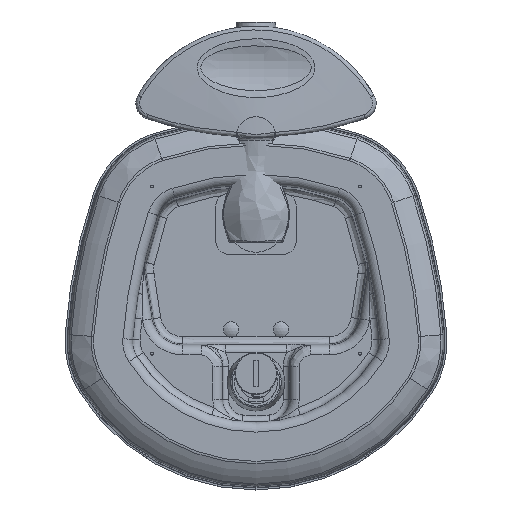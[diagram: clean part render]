
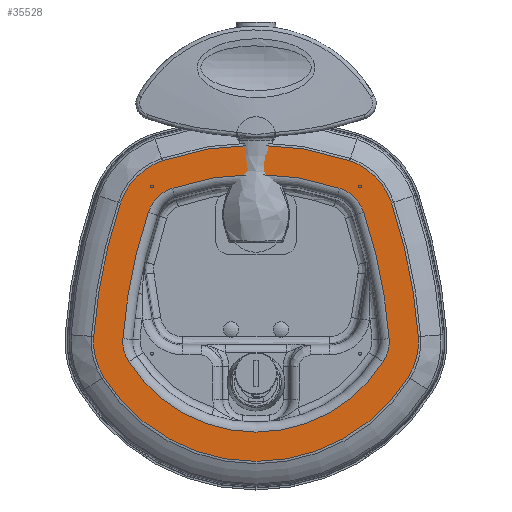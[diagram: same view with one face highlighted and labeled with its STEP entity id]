
A CAD part, top view. The second image highlights one B-rep face of the part: STEP entity #35528.
In plain terms, the highlighted planar face has unit normal (0, 0, 1).
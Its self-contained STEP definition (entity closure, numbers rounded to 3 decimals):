
#1982=FACE_BOUND('',#6231,.T.);
#2254=PLANE('',#38511);
#4029=FACE_OUTER_BOUND('',#6230,.T.);
#6230=EDGE_LOOP('',(#24797,#24798,#24799,#24800,#24801,#24802,#24803,#24804));
#6231=EDGE_LOOP('',(#24805,#24806,#24807,#24808,#24809,#24810,#24811,#24812));
#8746=CIRCLE('',#38486,2.765);
#8748=CIRCLE('',#38489,1.038);
#8750=CIRCLE('',#38492,8.45);
#8752=CIRCLE('',#38495,1.038);
#8754=CIRCLE('',#38498,4.413);
#8756=CIRCLE('',#38501,1.038);
#8758=CIRCLE('',#38504,8.45);
#8760=CIRCLE('',#38507,1.038);
#8763=CIRCLE('',#38512,7.999);
#8764=CIRCLE('',#38513,0.587);
#8765=CIRCLE('',#38514,2.314);
#8766=CIRCLE('',#38515,0.587);
#8767=CIRCLE('',#38516,7.999);
#8768=CIRCLE('',#38517,0.587);
#8769=CIRCLE('',#38518,3.962);
#8770=CIRCLE('',#38519,0.587);
#15697=VERTEX_POINT('',#52017);
#15699=VERTEX_POINT('',#52021);
#15700=VERTEX_POINT('',#52025);
#15701=VERTEX_POINT('',#52029);
#15702=VERTEX_POINT('',#52033);
#15703=VERTEX_POINT('',#52037);
#15704=VERTEX_POINT('',#52041);
#15706=VERTEX_POINT('',#52046);
#15707=VERTEX_POINT('',#52056);
#15708=VERTEX_POINT('',#52057);
#15709=VERTEX_POINT('',#52059);
#15710=VERTEX_POINT('',#52061);
#15711=VERTEX_POINT('',#52063);
#15712=VERTEX_POINT('',#52065);
#15713=VERTEX_POINT('',#52067);
#15714=VERTEX_POINT('',#52069);
#19210=EDGE_CURVE('',#15699,#15697,#8746,.T.);
#19212=EDGE_CURVE('',#15700,#15699,#8748,.T.);
#19214=EDGE_CURVE('',#15701,#15700,#8750,.T.);
#19216=EDGE_CURVE('',#15702,#15701,#8752,.T.);
#19218=EDGE_CURVE('',#15703,#15702,#8754,.T.);
#19220=EDGE_CURVE('',#15704,#15703,#8756,.T.);
#19222=EDGE_CURVE('',#15706,#15704,#8758,.T.);
#19224=EDGE_CURVE('',#15697,#15706,#8760,.T.);
#19227=EDGE_CURVE('',#15707,#15708,#8763,.T.);
#19228=EDGE_CURVE('',#15709,#15707,#8764,.T.);
#19229=EDGE_CURVE('',#15710,#15709,#8765,.T.);
#19230=EDGE_CURVE('',#15711,#15710,#8766,.T.);
#19231=EDGE_CURVE('',#15712,#15711,#8767,.T.);
#19232=EDGE_CURVE('',#15713,#15712,#8768,.T.);
#19233=EDGE_CURVE('',#15714,#15713,#8769,.T.);
#19234=EDGE_CURVE('',#15708,#15714,#8770,.T.);
#24797=ORIENTED_EDGE('',*,*,#19210,.F.);
#24798=ORIENTED_EDGE('',*,*,#19212,.F.);
#24799=ORIENTED_EDGE('',*,*,#19214,.F.);
#24800=ORIENTED_EDGE('',*,*,#19216,.F.);
#24801=ORIENTED_EDGE('',*,*,#19218,.F.);
#24802=ORIENTED_EDGE('',*,*,#19220,.F.);
#24803=ORIENTED_EDGE('',*,*,#19222,.F.);
#24804=ORIENTED_EDGE('',*,*,#19224,.F.);
#24805=ORIENTED_EDGE('',*,*,#19227,.F.);
#24806=ORIENTED_EDGE('',*,*,#19228,.F.);
#24807=ORIENTED_EDGE('',*,*,#19229,.F.);
#24808=ORIENTED_EDGE('',*,*,#19230,.F.);
#24809=ORIENTED_EDGE('',*,*,#19231,.F.);
#24810=ORIENTED_EDGE('',*,*,#19232,.F.);
#24811=ORIENTED_EDGE('',*,*,#19233,.F.);
#24812=ORIENTED_EDGE('',*,*,#19234,.F.);
#35528=ADVANCED_FACE('',(#4029,#1982),#2254,.T.);
#38486=AXIS2_PLACEMENT_3D('',#52023,#42281,#42282);
#38489=AXIS2_PLACEMENT_3D('',#52027,#42287,#42288);
#38492=AXIS2_PLACEMENT_3D('',#52031,#42293,#42294);
#38495=AXIS2_PLACEMENT_3D('',#52035,#42299,#42300);
#38498=AXIS2_PLACEMENT_3D('',#52039,#42305,#42306);
#38501=AXIS2_PLACEMENT_3D('',#52043,#42311,#42312);
#38504=AXIS2_PLACEMENT_3D('',#52048,#42317,#42318);
#38507=AXIS2_PLACEMENT_3D('',#52051,#42323,#42324);
#38511=AXIS2_PLACEMENT_3D('',#52055,#42331,#42332);
#38512=AXIS2_PLACEMENT_3D('',#52058,#42333,#42334);
#38513=AXIS2_PLACEMENT_3D('',#52060,#42335,#42336);
#38514=AXIS2_PLACEMENT_3D('',#52062,#42337,#42338);
#38515=AXIS2_PLACEMENT_3D('',#52064,#42339,#42340);
#38516=AXIS2_PLACEMENT_3D('',#52066,#42341,#42342);
#38517=AXIS2_PLACEMENT_3D('',#52068,#42343,#42344);
#38518=AXIS2_PLACEMENT_3D('',#52070,#42345,#42346);
#38519=AXIS2_PLACEMENT_3D('',#52071,#42347,#42348);
#42281=DIRECTION('center_axis',(0.,0.,-1.));
#42282=DIRECTION('ref_axis',(0.,-1.,0.));
#42287=DIRECTION('center_axis',(0.,0.,-1.));
#42288=DIRECTION('ref_axis',(0.97,-0.242,0.));
#42293=DIRECTION('center_axis',(0.,0.,-1.));
#42294=DIRECTION('ref_axis',(0.98,0.197,0.));
#42299=DIRECTION('center_axis',(0.,0.,-1.));
#42300=DIRECTION('ref_axis',(0.711,0.703,0.));
#42305=DIRECTION('center_axis',(0.,0.,-1.));
#42306=DIRECTION('ref_axis',(0.,1.,0.));
#42311=DIRECTION('center_axis',(0.,0.,-1.));
#42312=DIRECTION('ref_axis',(-0.711,0.703,0.));
#42317=DIRECTION('center_axis',(0.,0.,-1.));
#42318=DIRECTION('ref_axis',(-0.98,0.197,0.));
#42323=DIRECTION('center_axis',(0.,0.,-1.));
#42324=DIRECTION('ref_axis',(-0.97,-0.242,0.));
#42331=DIRECTION('center_axis',(0.,0.,1.));
#42332=DIRECTION('ref_axis',(1.,0.,0.));
#42333=DIRECTION('center_axis',(0.,0.,1.));
#42334=DIRECTION('ref_axis',(0.98,0.197,0.));
#42335=DIRECTION('center_axis',(0.,0.,1.));
#42336=DIRECTION('ref_axis',(0.97,-0.242,0.));
#42337=DIRECTION('center_axis',(0.,0.,1.));
#42338=DIRECTION('ref_axis',(0.,-1.,0.));
#42339=DIRECTION('center_axis',(0.,0.,1.));
#42340=DIRECTION('ref_axis',(-0.97,-0.242,0.));
#42341=DIRECTION('center_axis',(0.,0.,1.));
#42342=DIRECTION('ref_axis',(-0.98,0.197,0.));
#42343=DIRECTION('center_axis',(0.,0.,1.));
#42344=DIRECTION('ref_axis',(-0.711,0.703,0.));
#42345=DIRECTION('center_axis',(0.,0.,1.));
#42346=DIRECTION('ref_axis',(0.,1.,0.));
#42347=DIRECTION('center_axis',(0.,0.,1.));
#42348=DIRECTION('ref_axis',(0.711,0.703,0.));
#52017=CARTESIAN_POINT('',(-2.34,-2.233,1.5));
#52021=CARTESIAN_POINT('',(2.34,-2.233,1.5));
#52023=CARTESIAN_POINT('Origin',(0.,-0.76,
1.5));
#52025=CARTESIAN_POINT('',(2.497,-1.604,1.5));
#52027=CARTESIAN_POINT('Origin',(1.462,-1.68,1.5));
#52029=CARTESIAN_POINT('',(2.085,0.45,1.5));
#52031=CARTESIAN_POINT('Origin',(-5.93,-2.225,1.5));
#52033=CARTESIAN_POINT('',(1.439,1.102,1.5));
#52035=CARTESIAN_POINT('Origin',(1.101,0.121,1.5));
#52037=CARTESIAN_POINT('',(-1.439,1.102,1.5));
#52039=CARTESIAN_POINT('Origin',(0.,-3.069,
1.5));
#52041=CARTESIAN_POINT('',(-2.085,0.45,1.5));
#52043=CARTESIAN_POINT('Origin',(-1.101,0.121,1.5));
#52046=CARTESIAN_POINT('',(-2.497,-1.604,1.5));
#52048=CARTESIAN_POINT('Origin',(5.93,-2.225,1.5));
#52051=CARTESIAN_POINT('Origin',(-1.462,-1.68,1.5));
#52055=CARTESIAN_POINT('Origin',(0.,-1.026,
1.5));
#52056=CARTESIAN_POINT('',(2.047,-1.637,1.5));
#52057=CARTESIAN_POINT('',(1.657,0.307,1.5));
#52058=CARTESIAN_POINT('Origin',(-5.93,-2.225,1.5));
#52059=CARTESIAN_POINT('',(1.958,-1.992,1.5));
#52060=CARTESIAN_POINT('Origin',(1.462,-1.68,1.5));
#52061=CARTESIAN_POINT('',(-1.958,-1.992,1.5));
#52062=CARTESIAN_POINT('Origin',(0.,-0.76,
1.5));
#52063=CARTESIAN_POINT('',(-2.047,-1.637,1.5));
#52064=CARTESIAN_POINT('Origin',(-1.462,-1.68,1.5));
#52065=CARTESIAN_POINT('',(-1.657,0.307,1.5));
#52066=CARTESIAN_POINT('Origin',(5.93,-2.225,1.5));
#52067=CARTESIAN_POINT('',(-1.292,0.676,1.5));
#52068=CARTESIAN_POINT('Origin',(-1.101,0.121,1.5));
#52069=CARTESIAN_POINT('',(1.292,0.676,1.5));
#52070=CARTESIAN_POINT('Origin',(0.,-3.069,
1.5));
#52071=CARTESIAN_POINT('Origin',(1.101,0.121,1.5));
